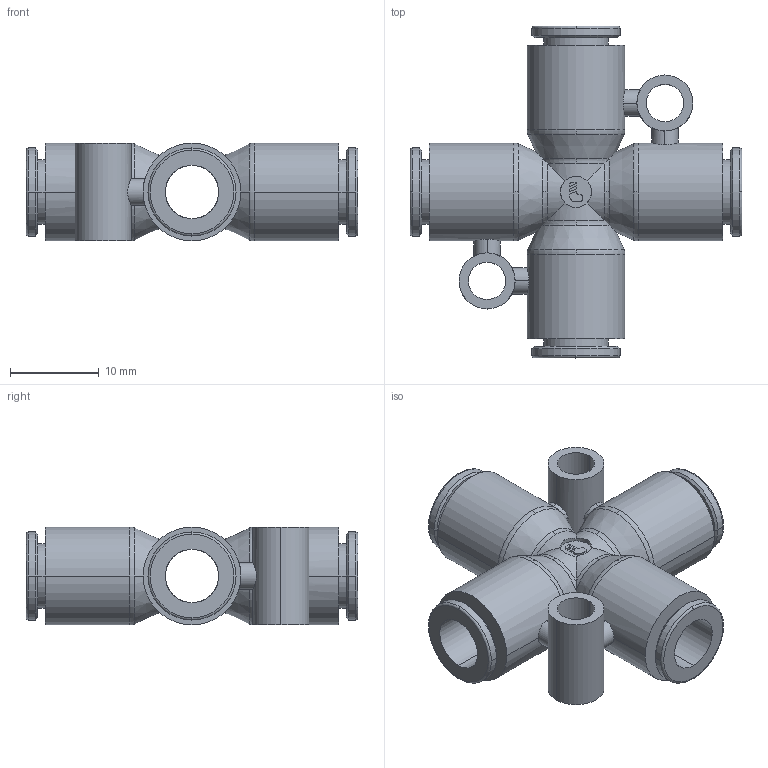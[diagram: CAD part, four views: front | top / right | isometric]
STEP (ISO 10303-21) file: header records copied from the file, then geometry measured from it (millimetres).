
FILE_DESCRIPTION(('STEP AP214'),'1');
FILE_NAME('3107_06_00.stp','2016-07-07T14:57:52',('TraceParts'),('TraceParts S.A.'),'Spatial InterOp 3D',' ',' ');
FILE_SCHEMA(('automotive_design'));
Length unit declared in the file: millimetre
Products named in the file (1): 1
Bounding box: 37.31 x 37.31 x 11 mm (x, y, z)
Volume: 4011.5 mm3; surface area: 4686.8 mm2
Topology: 1 solids, 1 shells, 145 faces, 375 edges, 239 vertices
Faces by surface type: cylinder 64, plane 33, torus 32, cone 16
Entity records: 5210 total; most frequent: CARTESIAN_POINT 1516, DIRECTION 837, ORIENTED_EDGE 750, EDGE_CURVE 375, AXIS2_PLACEMENT_3D 360, VERTEX_POINT 239, CIRCLE 194, EDGE_LOOP 166
